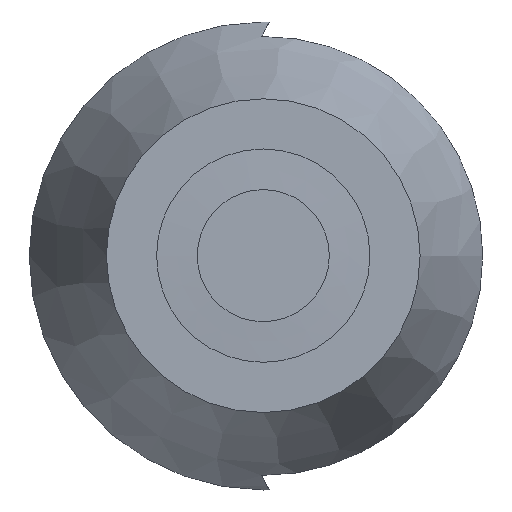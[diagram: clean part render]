
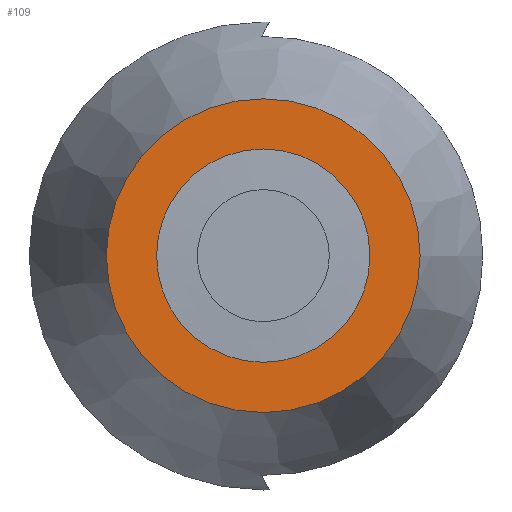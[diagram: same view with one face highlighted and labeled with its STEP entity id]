
A CAD part, top view. The second image highlights one B-rep face of the part: STEP entity #109.
In plain terms, the highlighted planar face has unit normal (0, 0, 1).
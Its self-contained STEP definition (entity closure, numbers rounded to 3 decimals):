
#43 = CONICAL_SURFACE('',#44,15.808,1.53);
#44 = AXIS2_PLACEMENT_3D('',#45,#46,#47);
#45 = CARTESIAN_POINT('',(35.039,34.681,
    29.002));
#46 = DIRECTION('',(-0.,-0.,-1.));
#47 = DIRECTION('',(1.,0.,-0.));
#60 = VERTEX_POINT('',#61);
#61 = CARTESIAN_POINT('',(50.847,34.681,
    29.002));
#82 = EDGE_CURVE('',#60,#60,#83,.T.);
#83 = SURFACE_CURVE('',#84,(#89,#96),.PCURVE_S1.);
#84 = CIRCLE('',#85,15.808);
#85 = AXIS2_PLACEMENT_3D('',#86,#87,#88);
#86 = CARTESIAN_POINT('',(35.039,34.681,
    29.002));
#87 = DIRECTION('',(0.,0.,1.));
#88 = DIRECTION('',(1.,0.,-0.));
#89 = PCURVE('',#43,#90);
#90 = DEFINITIONAL_REPRESENTATION('',(#91),#95);
#91 = LINE('',#92,#93);
#92 = CARTESIAN_POINT('',(-0.,-0.));
#93 = VECTOR('',#94,1.);
#94 = DIRECTION('',(-1.,-0.));
#95 = ( GEOMETRIC_REPRESENTATION_CONTEXT(2) 
PARAMETRIC_REPRESENTATION_CONTEXT() REPRESENTATION_CONTEXT('2D SPACE',''
  ) );
#96 = PCURVE('',#97,#102);
#97 = PLANE('',#98);
#98 = AXIS2_PLACEMENT_3D('',#99,#100,#101);
#99 = CARTESIAN_POINT('',(35.039,34.681,
    29.002));
#100 = DIRECTION('',(0.,0.,1.));
#101 = DIRECTION('',(1.,0.,-0.));
#102 = DEFINITIONAL_REPRESENTATION('',(#103),#107);
#103 = CIRCLE('',#104,15.808);
#104 = AXIS2_PLACEMENT_2D('',#105,#106);
#105 = CARTESIAN_POINT('',(0.,0.));
#106 = DIRECTION('',(1.,0.));
#107 = ( GEOMETRIC_REPRESENTATION_CONTEXT(2) 
PARAMETRIC_REPRESENTATION_CONTEXT() REPRESENTATION_CONTEXT('2D SPACE',''
  ) );
#109 = ADVANCED_FACE('',(#110,#141),#97,.T.);
#110 = FACE_BOUND('',#111,.T.);
#111 = EDGE_LOOP('',(#112));
#112 = ORIENTED_EDGE('',*,*,#113,.T.);
#113 = EDGE_CURVE('',#114,#114,#116,.T.);
#114 = VERTEX_POINT('',#115);
#115 = CARTESIAN_POINT('',(58.292,34.681,
    29.002));
#116 = SURFACE_CURVE('',#117,(#122,#129),.PCURVE_S1.);
#117 = CIRCLE('',#118,23.253);
#118 = AXIS2_PLACEMENT_3D('',#119,#120,#121);
#119 = CARTESIAN_POINT('',(35.039,34.681,
    29.002));
#120 = DIRECTION('',(0.,0.,1.));
#121 = DIRECTION('',(1.,0.,-0.));
#122 = PCURVE('',#97,#123);
#123 = DEFINITIONAL_REPRESENTATION('',(#124),#128);
#124 = CIRCLE('',#125,23.253);
#125 = AXIS2_PLACEMENT_2D('',#126,#127);
#126 = CARTESIAN_POINT('',(0.,0.));
#127 = DIRECTION('',(1.,0.));
#128 = ( GEOMETRIC_REPRESENTATION_CONTEXT(2) 
PARAMETRIC_REPRESENTATION_CONTEXT() REPRESENTATION_CONTEXT('2D SPACE',''
  ) );
#129 = PCURVE('',#130,#135);
#130 = CONICAL_SURFACE('',#131,34.681,0.375);
#131 = AXIS2_PLACEMENT_3D('',#132,#133,#134);
#132 = CARTESIAN_POINT('',(35.039,34.681,0.));
#133 = DIRECTION('',(-0.,-0.,-1.));
#134 = DIRECTION('',(1.,0.,-0.));
#135 = DEFINITIONAL_REPRESENTATION('',(#136),#140);
#136 = LINE('',#137,#138);
#137 = CARTESIAN_POINT('',(-0.,-29.002));
#138 = VECTOR('',#139,1.);
#139 = DIRECTION('',(-1.,-0.));
#140 = ( GEOMETRIC_REPRESENTATION_CONTEXT(2) 
PARAMETRIC_REPRESENTATION_CONTEXT() REPRESENTATION_CONTEXT('2D SPACE',''
  ) );
#141 = FACE_BOUND('',#142,.T.);
#142 = EDGE_LOOP('',(#143));
#143 = ORIENTED_EDGE('',*,*,#82,.F.);
